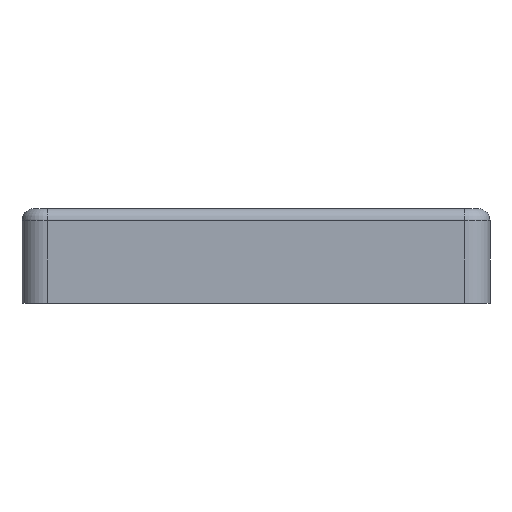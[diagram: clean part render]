
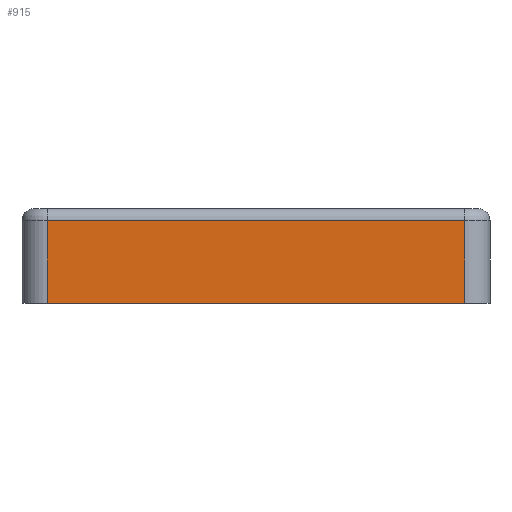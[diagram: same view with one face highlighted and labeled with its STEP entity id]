
A CAD part, left-side view. The second image highlights one B-rep face of the part: STEP entity #915.
In plain terms, the highlighted planar face has unit normal (-1, 0, 0).
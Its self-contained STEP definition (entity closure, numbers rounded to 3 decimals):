
#54 = LINE ( 'NONE', #2004, #991 ) ;
#74 = ORIENTED_EDGE ( 'NONE', *, *, #1038, .T. ) ;
#197 = VECTOR ( 'NONE', #2419, 1000. ) ;
#198 = CARTESIAN_POINT ( 'NONE',  ( -3.758, 33.825, 0.619 ) ) ;
#202 = PLANE ( 'NONE',  #2913 ) ;
#476 = ORIENTED_EDGE ( 'NONE', *, *, #2527, .T. ) ;
#498 = LINE ( 'NONE', #1745, #1831 ) ;
#509 = VERTEX_POINT ( 'NONE', #198 ) ;
#526 = DIRECTION ( 'NONE',  ( 0., 0., -1. ) ) ;
#684 = VERTEX_POINT ( 'NONE', #1219 ) ;
#771 = DIRECTION ( 'NONE',  ( 0., -1., 0. ) ) ;
#915 = ADVANCED_FACE ( 'NONE', ( #2610 ), #202, .F. ) ;
#943 = LINE ( 'NONE', #1430, #197 ) ;
#981 = EDGE_CURVE ( 'NONE', #1594, #2179, #943, .T. ) ;
#991 = VECTOR ( 'NONE', #771, 1000. ) ;
#994 = ORIENTED_EDGE ( 'NONE', *, *, #981, .T. ) ;
#1038 = EDGE_CURVE ( 'NONE', #509, #684, #498, .T. ) ;
#1185 = LINE ( 'NONE', #1887, #1928 ) ;
#1219 = CARTESIAN_POINT ( 'NONE',  ( -3.758, 33.825, -6.256 ) ) ;
#1374 = DIRECTION ( 'NONE',  ( 1., 0., 0. ) ) ;
#1430 = CARTESIAN_POINT ( 'NONE',  ( -3.758, -0.825, 1.619 ) ) ;
#1469 = EDGE_LOOP ( 'NONE', ( #994, #1991, #74, #476 ) ) ;
#1477 = EDGE_CURVE ( 'NONE', #2179, #509, #1185, .T. ) ;
#1594 = VERTEX_POINT ( 'NONE', #2975 ) ;
#1628 = DIRECTION ( 'NONE',  ( 0., 1., 0. ) ) ;
#1745 = CARTESIAN_POINT ( 'NONE',  ( -3.758, 33.825, -6.256 ) ) ;
#1831 = VECTOR ( 'NONE', #526, 1000. ) ;
#1887 = CARTESIAN_POINT ( 'NONE',  ( -3.758, 33.825, 0.619 ) ) ;
#1928 = VECTOR ( 'NONE', #2879, 1000. ) ;
#1991 = ORIENTED_EDGE ( 'NONE', *, *, #1477, .T. ) ;
#2004 = CARTESIAN_POINT ( 'NONE',  ( -3.758, 35.925, -6.256 ) ) ;
#2010 = CARTESIAN_POINT ( 'NONE',  ( -3.758, -0.825, 0.619 ) ) ;
#2179 = VERTEX_POINT ( 'NONE', #2010 ) ;
#2419 = DIRECTION ( 'NONE',  ( 0., 0., 1. ) ) ;
#2527 = EDGE_CURVE ( 'NONE', #684, #1594, #54, .T. ) ;
#2610 = FACE_OUTER_BOUND ( 'NONE', #1469, .T. ) ;
#2879 = DIRECTION ( 'NONE',  ( 0., 1., 0. ) ) ;
#2913 = AXIS2_PLACEMENT_3D ( 'NONE', #3143, #1374, #1628 ) ;
#2975 = CARTESIAN_POINT ( 'NONE',  ( -3.758, -0.825, -6.256 ) ) ;
#3143 = CARTESIAN_POINT ( 'NONE',  ( -3.758, -0.825, 1.619 ) ) ;
